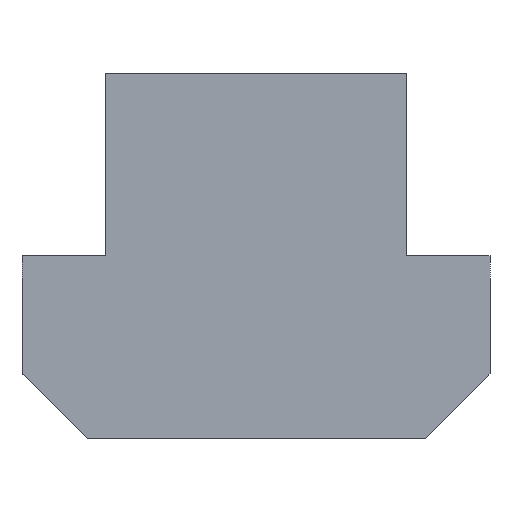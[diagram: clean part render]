
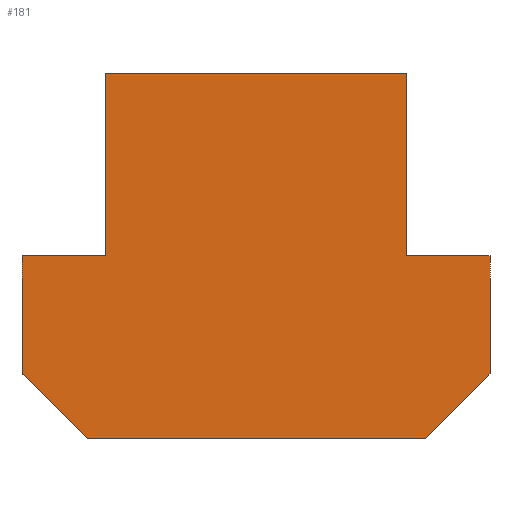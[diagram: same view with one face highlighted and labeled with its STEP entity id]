
A CAD part, front view. The second image highlights one B-rep face of the part: STEP entity #181.
In plain terms, the highlighted planar face has unit normal (0, -1, 0).
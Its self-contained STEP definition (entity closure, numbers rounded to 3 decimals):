
#115=EDGE_CURVE('',#129,#243,#298,.T.);
#119=EDGE_CURVE('',#147,#129,#302,.T.);
#127=EDGE_CURVE('',#171,#187,#311,.T.);
#129=VERTEX_POINT('',#313);
#143=EDGE_CURVE('',#187,#147,#328,.T.);
#147=VERTEX_POINT('',#332);
#149=EDGE_CURVE('',#189,#171,#334,.T.);
#171=VERTEX_POINT('',#357);
#181=ADVANCED_FACE('',(#369),#370,.T.);
#187=VERTEX_POINT('',#376);
#189=VERTEX_POINT('',#378);
#191=EDGE_CURVE('',#205,#189,#380,.T.);
#201=EDGE_CURVE('',#227,#205,#392,.T.);
#205=VERTEX_POINT('',#396);
#221=EDGE_CURVE('',#271,#227,#414,.T.);
#227=VERTEX_POINT('',#420);
#241=EDGE_CURVE('',#243,#261,#434,.T.);
#243=VERTEX_POINT('',#436);
#249=EDGE_CURVE('',#261,#271,#443,.T.);
#261=VERTEX_POINT('',#459);
#271=VERTEX_POINT('',#471);
#298=LINE('',#488,#489);
#302=LINE('',#494,#495);
#311=LINE('',#509,#510);
#313=CARTESIAN_POINT('',(9.,-9.,0.));
#328=LINE('',#534,#535);
#332=CARTESIAN_POINT('',(5.8,-9.,0.));
#334=LINE('',#544,#545);
#357=CARTESIAN_POINT('',(-5.8,-9.,7.));
#369=FACE_OUTER_BOUND('',#593,.T.);
#370=PLANE('',#594);
#376=CARTESIAN_POINT('',(5.8,-9.,7.));
#378=CARTESIAN_POINT('',(-5.8,-9.,0.));
#380=LINE('',#606,#607);
#392=LINE('',#622,#623);
#396=CARTESIAN_POINT('',(-9.,-9.,0.));
#414=LINE('',#653,#654);
#420=CARTESIAN_POINT('',(-9.,-9.,-4.5));
#434=LINE('',#685,#686);
#436=CARTESIAN_POINT('',(9.,-9.,-4.5));
#443=LINE('',#698,#699);
#459=CARTESIAN_POINT('',(6.5,-9.,-7.));
#471=CARTESIAN_POINT('',(-6.5,-9.,-7.));
#488=CARTESIAN_POINT('',(9.,-9.,-4.5));
#489=VECTOR('',#745,1.0);
#494=CARTESIAN_POINT('',(9.,-9.,0.));
#495=VECTOR('',#746,1.0);
#509=CARTESIAN_POINT('',(5.8,-9.,7.));
#510=VECTOR('',#757,1.0);
#534=CARTESIAN_POINT('',(5.8,-9.,0.));
#535=VECTOR('',#769,1.0);
#544=CARTESIAN_POINT('',(-5.8,-9.,7.));
#545=VECTOR('',#771,1.0);
#593=EDGE_LOOP('',(#806,#807,#808,#809,#810,#811,#812,#813,#814,#815));
#594=AXIS2_PLACEMENT_3D('',#816,#817,#818);
#606=CARTESIAN_POINT('',(-5.8,-9.,0.));
#607=VECTOR('',#822,1.0);
#622=CARTESIAN_POINT('',(-9.,-9.,0.));
#623=VECTOR('',#846,1.0);
#653=CARTESIAN_POINT('',(-9.,-9.,-4.5));
#654=VECTOR('',#869,1.0);
#685=CARTESIAN_POINT('',(6.5,-9.,-7.));
#686=VECTOR('',#880,1.0);
#698=CARTESIAN_POINT('',(-6.5,-9.,-7.));
#699=VECTOR('',#890,1.0);
#745=DIRECTION('',(0.0,0.,-1.0));
#746=DIRECTION('',(1.0,0.0,0.0));
#757=DIRECTION('',(1.0,0.0,0.0));
#769=DIRECTION('',(0.0,0.,-1.0));
#771=DIRECTION('',(0.0,0.,1.0));
#806=ORIENTED_EDGE('',*,*,#241,.F.);
#807=ORIENTED_EDGE('',*,*,#115,.F.);
#808=ORIENTED_EDGE('',*,*,#119,.F.);
#809=ORIENTED_EDGE('',*,*,#143,.F.);
#810=ORIENTED_EDGE('',*,*,#127,.F.);
#811=ORIENTED_EDGE('',*,*,#149,.F.);
#812=ORIENTED_EDGE('',*,*,#191,.F.);
#813=ORIENTED_EDGE('',*,*,#201,.F.);
#814=ORIENTED_EDGE('',*,*,#221,.F.);
#815=ORIENTED_EDGE('',*,*,#249,.F.);
#816=CARTESIAN_POINT('',(0.0,-9.,-0.355));
#817=DIRECTION('',(0.0,-1.0,0.));
#818=DIRECTION('',(1.0,0.0,0.0));
#822=DIRECTION('',(1.0,0.0,0.0));
#846=DIRECTION('',(0.0,0.,1.0));
#869=DIRECTION('',(-0.707,0.,0.707));
#880=DIRECTION('',(-0.707,0.,-0.707));
#890=DIRECTION('',(-1.0,0.0,0.0));
